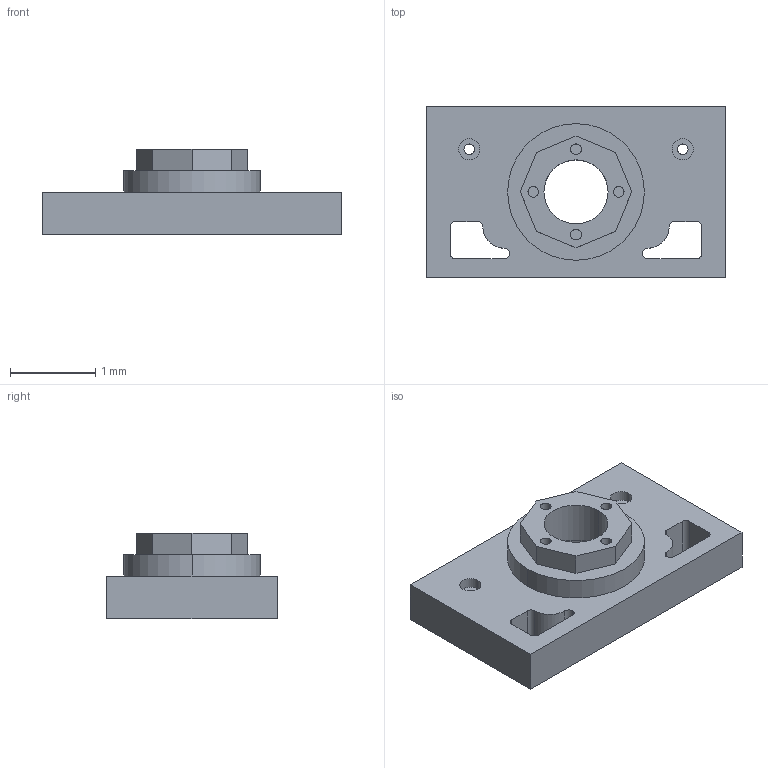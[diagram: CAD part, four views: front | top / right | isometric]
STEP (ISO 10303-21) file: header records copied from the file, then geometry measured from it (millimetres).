
FILE_DESCRIPTION(('produced by SPATIAL CORP'),'2;1');
FILE_NAME('DEMO08.hh.sat.stp','2002-04-19T11:17:16+00:00',('SPATIAL CORP'),('SPATIAL CORP'), 'ACIS STEP Husk','http://www.spatial.com','SPATIAL CORP');
FILE_SCHEMA(('CONFIG_CONTROL_DESIGN'));
Length unit declared in the file: millimetre
Products named in the file (1): PRODUCT_ID_1
Bounding box: 3.5 x 2 x 1 mm (x, y, z)
Volume: 3.6 mm3; surface area: 25.8 mm2
Topology: 1 solids, 1 shells, 66 faces, 174 edges, 120 vertices
Faces by surface type: cylinder 36, plane 30
Entity records: 1933 total; most frequent: ORIENTED_EDGE 348, CARTESIAN_POINT 306, DIRECTION 282, EDGE_CURVE 174, VERTEX_POINT 120, AXIS2_PLACEMENT_3D 96, VECTOR 90, LINE 90
